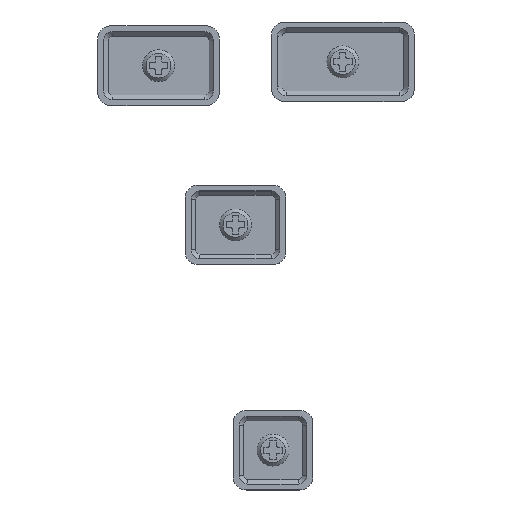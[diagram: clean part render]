
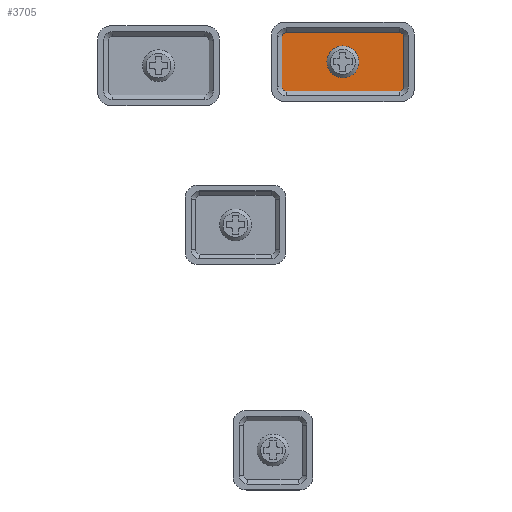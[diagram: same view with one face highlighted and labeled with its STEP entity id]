
A CAD part, top view. The second image highlights one B-rep face of the part: STEP entity #3705.
In plain terms, the highlighted planar face has unit normal (0, 0, 1).
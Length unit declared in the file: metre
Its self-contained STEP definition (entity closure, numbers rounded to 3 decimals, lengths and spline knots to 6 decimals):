
#223=CIRCLE('',#4095,0.001);
#224=CIRCLE('',#4096,0.001);
#225=CIRCLE('',#4097,0.001);
#226=CIRCLE('',#4098,0.001);
#227=CIRCLE('',#4099,0.0036);
#1088=ORIENTED_EDGE('',*,*,#1735,.T.);
#1089=ORIENTED_EDGE('',*,*,#1736,.T.);
#1090=ORIENTED_EDGE('',*,*,#1737,.T.);
#1091=ORIENTED_EDGE('',*,*,#1738,.T.);
#1092=ORIENTED_EDGE('',*,*,#1739,.T.);
#1093=ORIENTED_EDGE('',*,*,#1740,.T.);
#1094=ORIENTED_EDGE('',*,*,#1741,.T.);
#1095=ORIENTED_EDGE('',*,*,#1742,.T.);
#1096=ORIENTED_EDGE('',*,*,#1743,.T.);
#1735=EDGE_CURVE('',#2107,#2108,#223,.T.);
#1736=EDGE_CURVE('',#2108,#2109,#2474,.T.);
#1737=EDGE_CURVE('',#2109,#2110,#224,.T.);
#1738=EDGE_CURVE('',#2110,#2111,#2475,.T.);
#1739=EDGE_CURVE('',#2111,#2112,#225,.T.);
#1740=EDGE_CURVE('',#2112,#2113,#2476,.T.);
#1741=EDGE_CURVE('',#2113,#2114,#226,.T.);
#1742=EDGE_CURVE('',#2114,#2107,#2477,.T.);
#1743=EDGE_CURVE('',#2115,#2115,#227,.F.);
#2107=VERTEX_POINT('',#6185);
#2108=VERTEX_POINT('',#6186);
#2109=VERTEX_POINT('',#6188);
#2110=VERTEX_POINT('',#6190);
#2111=VERTEX_POINT('',#6192);
#2112=VERTEX_POINT('',#6194);
#2113=VERTEX_POINT('',#6196);
#2114=VERTEX_POINT('',#6198);
#2115=VERTEX_POINT('',#6201);
#2474=LINE('',#6187,#2858);
#2475=LINE('',#6191,#2859);
#2476=LINE('',#6195,#2860);
#2477=LINE('',#6199,#2861);
#2858=VECTOR('',#5082,1.);
#2859=VECTOR('',#5085,1.);
#2860=VECTOR('',#5088,1.);
#2861=VECTOR('',#5091,1.);
#3109=EDGE_LOOP('',(#1088,#1089,#1090,#1091,#1092,#1093,#1094,#1095));
#3110=EDGE_LOOP('',(#1096));
#3349=FACE_BOUND('',#3109,.T.);
#3350=FACE_BOUND('',#3110,.T.);
#3507=PLANE('',#4094);
#3705=ADVANCED_FACE('',(#3349,#3350),#3507,.T.);
#4094=AXIS2_PLACEMENT_3D('',#6183,#5078,#5079);
#4095=AXIS2_PLACEMENT_3D('',#6184,#5080,#5081);
#4096=AXIS2_PLACEMENT_3D('',#6189,#5083,#5084);
#4097=AXIS2_PLACEMENT_3D('',#6193,#5086,#5087);
#4098=AXIS2_PLACEMENT_3D('',#6197,#5089,#5090);
#4099=AXIS2_PLACEMENT_3D('',#6200,#5092,#5093);
#5078=DIRECTION('',(0.,0.,1.));
#5079=DIRECTION('',(1.,0.,0.));
#5080=DIRECTION('',(0.,0.,1.));
#5081=DIRECTION('',(1.,0.,0.));
#5082=DIRECTION('',(-1.,0.,0.));
#5083=DIRECTION('',(0.,0.,1.));
#5084=DIRECTION('',(1.,0.,0.));
#5085=DIRECTION('',(0.,-1.,0.));
#5086=DIRECTION('',(0.,0.,1.));
#5087=DIRECTION('',(1.,0.,0.));
#5088=DIRECTION('',(1.,0.,0.));
#5089=DIRECTION('',(0.,0.,1.));
#5090=DIRECTION('',(1.,0.,0.));
#5091=DIRECTION('',(0.,1.,0.));
#5092=DIRECTION('',(0.,0.,1.));
#5093=DIRECTION('',(1.,0.,0.));
#6183=CARTESIAN_POINT('',(0.030541,0.038199,0.0012));
#6184=CARTESIAN_POINT('',(0.063037,0.087834,0.0012));
#6185=CARTESIAN_POINT('',(0.064037,0.087834,0.0012));
#6186=CARTESIAN_POINT('',(0.063037,0.088834,0.0012));
#6187=CARTESIAN_POINT('',(0.037399,0.088834,0.0012));
#6188=CARTESIAN_POINT('',(0.037399,0.088834,0.0012));
#6189=CARTESIAN_POINT('',(0.037399,0.087834,0.0012));
#6190=CARTESIAN_POINT('',(0.036399,0.087834,0.0012));
#6191=CARTESIAN_POINT('',(0.036399,0.038199,0.0012));
#6192=CARTESIAN_POINT('',(0.036399,0.076484,0.0012));
#6193=CARTESIAN_POINT('',(0.037399,0.076484,0.0012));
#6194=CARTESIAN_POINT('',(0.037399,0.075484,0.0012));
#6195=CARTESIAN_POINT('',(0.030541,0.075484,0.0012));
#6196=CARTESIAN_POINT('',(0.063037,0.075484,0.0012));
#6197=CARTESIAN_POINT('',(0.063037,0.076484,0.0012));
#6198=CARTESIAN_POINT('',(0.064037,0.076484,0.0012));
#6199=CARTESIAN_POINT('',(0.064037,0.087834,0.0012));
#6200=CARTESIAN_POINT('',(0.050218,0.082159,0.0012));
#6201=CARTESIAN_POINT('',(0.053818,0.082159,0.0012));
